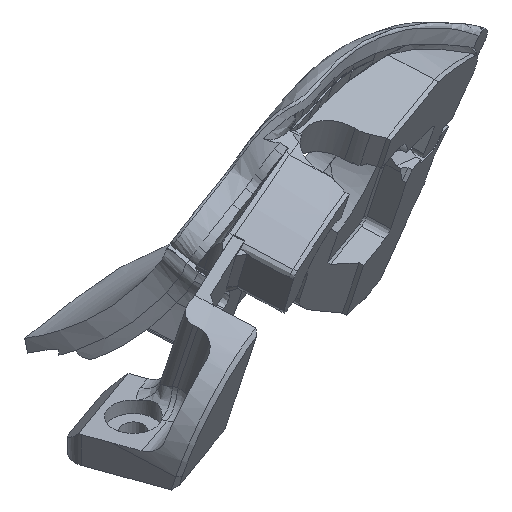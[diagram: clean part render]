
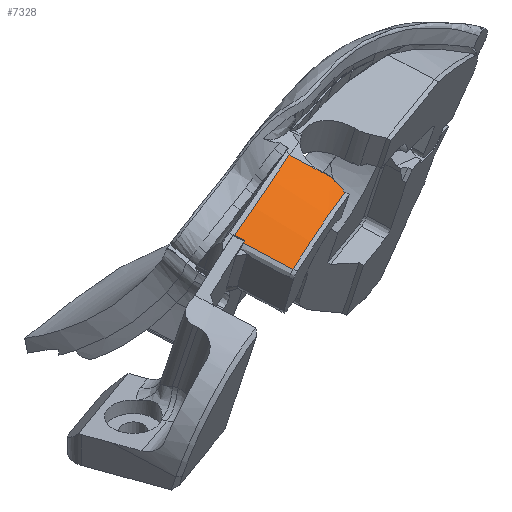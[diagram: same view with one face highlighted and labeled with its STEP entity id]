
A CAD part, isometric view. The second image highlights one B-rep face of the part: STEP entity #7328.
In plain terms, the highlighted free-form (B-spline) face has degree [3, 1] with [8, 2] control points.
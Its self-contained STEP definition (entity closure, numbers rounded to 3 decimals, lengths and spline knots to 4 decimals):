
#221=B_SPLINE_SURFACE_WITH_KNOTS('',3,1,((#42667,#42668),(#42669,#42670),
(#42671,#42672),(#42673,#42674),(#42675,#42676),(#42677,#42678),(#42679,
#42680),(#42681,#42682)),.UNSPECIFIED.,.F.,.F.,.F.,(4,2,2,4),(2,2),(-33.1108,
-32.9166,-25.6429,-18.3693),(0.,7.0214),
 .UNSPECIFIED.);
#513=B_SPLINE_CURVE_WITH_KNOTS('',3,(#21933,#21934,#21935,#21936,#21937,
#21938),.UNSPECIFIED.,.F.,.F.,(4,2,4),(19.4326,25.6429,
32.42),.UNSPECIFIED.);
#587=B_SPLINE_CURVE_WITH_KNOTS('',3,(#23897,#23898,#23899,#23900),
 .UNSPECIFIED.,.F.,.F.,(4,4),(-0.0265,0.),.UNSPECIFIED.);
#739=B_SPLINE_CURVE_WITH_KNOTS('',3,(#34827,#34828,#34829,#34830),
 .UNSPECIFIED.,.F.,.F.,(4,4),(-0.2577,-0.116),
 .UNSPECIFIED.);
#744=B_SPLINE_CURVE_WITH_KNOTS('',3,(#34873,#34874,#34875,#34876),
 .UNSPECIFIED.,.F.,.F.,(4,4),(0.,0.69),
 .UNSPECIFIED.);
#745=B_SPLINE_CURVE_WITH_KNOTS('',3,(#35118,#35119,#35120,#35121,#35122,
#35123),.UNSPECIFIED.,.F.,.F.,(4,2,4),(-32.1549,-25.6429,
-18.3693),.UNSPECIFIED.);
#845=B_SPLINE_CURVE_WITH_KNOTS('',3,(#40513,#40514,#40515,#40516),
 .UNSPECIFIED.,.F.,.F.,(4,4),(-1.3787,-1.3001),
 .UNSPECIFIED.);
#911=B_SPLINE_CURVE_WITH_KNOTS('',3,(#42683,#42684,#42685,#42686),
 .UNSPECIFIED.,.F.,.F.,(4,4),(-0.6689,-0.4926),
 .UNSPECIFIED.);
#1371=FACE_OUTER_BOUND('',#1739,.T.);
#1739=EDGE_LOOP('',(#6238,#6239,#6240,#6241,#6242,#6243,#6244,#6245));
#2113=LINE('',#42558,#2474);
#2474=VECTOR('',#8452,0.3937);
#2774=VERTEX_POINT('',#21907);
#2777=VERTEX_POINT('',#21932);
#2894=VERTEX_POINT('',#23888);
#2895=VERTEX_POINT('',#23896);
#3031=VERTEX_POINT('',#34826);
#3033=VERTEX_POINT('',#35117);
#3132=VERTEX_POINT('',#40511);
#3133=VERTEX_POINT('',#40512);
#3598=EDGE_CURVE('',#2777,#2774,#513,.T.);
#3776=EDGE_CURVE('',#2895,#2894,#587,.T.);
#4005=EDGE_CURVE('',#3031,#2895,#739,.T.);
#4013=EDGE_CURVE('',#2774,#2894,#744,.T.);
#4014=EDGE_CURVE('',#3031,#3033,#745,.T.);
#4159=EDGE_CURVE('',#3132,#3133,#845,.T.);
#4239=EDGE_CURVE('',#3132,#3033,#2113,.T.);
#4245=EDGE_CURVE('',#3133,#2777,#911,.T.);
#6238=ORIENTED_EDGE('',*,*,#3776,.T.);
#6239=ORIENTED_EDGE('',*,*,#4013,.F.);
#6240=ORIENTED_EDGE('',*,*,#3598,.F.);
#6241=ORIENTED_EDGE('',*,*,#4245,.F.);
#6242=ORIENTED_EDGE('',*,*,#4159,.F.);
#6243=ORIENTED_EDGE('',*,*,#4239,.T.);
#6244=ORIENTED_EDGE('',*,*,#4014,.F.);
#6245=ORIENTED_EDGE('',*,*,#4005,.T.);
#7328=ADVANCED_FACE('',(#1371),#221,.T.);
#8452=DIRECTION('',(-0.323,0.907,0.272));
#21907=CARTESIAN_POINT('',(-0.3303,0.3388,1.7432));
#21932=CARTESIAN_POINT('',(0.1405,0.4601,1.8977));
#21933=CARTESIAN_POINT('Ctrl Pts',(0.1405,0.4601,
1.8977));
#21934=CARTESIAN_POINT('Ctrl Pts',(0.0634,0.4365,
1.8848));
#21935=CARTESIAN_POINT('Ctrl Pts',(-0.0133,0.4147,
1.8665));
#21936=CARTESIAN_POINT('Ctrl Pts',(-0.1712,0.3736,
1.816));
#21937=CARTESIAN_POINT('Ctrl Pts',(-0.252,0.3549,
1.7825));
#21938=CARTESIAN_POINT('Ctrl Pts',(-0.3303,0.3388,
1.7432));
#23888=CARTESIAN_POINT('',(-0.418,0.5851,1.8171));
#23896=CARTESIAN_POINT('',(-0.4088,0.587,1.8217));
#23897=CARTESIAN_POINT('Ctrl Pts',(-0.4088,0.587,
1.8217));
#23898=CARTESIAN_POINT('Ctrl Pts',(-0.4118,0.5863,
1.8202));
#23899=CARTESIAN_POINT('Ctrl Pts',(-0.4149,0.5857,
1.8186));
#23900=CARTESIAN_POINT('Ctrl Pts',(-0.418,0.5851,
1.8171));
#34826=CARTESIAN_POINT('',(-0.4268,0.6376,1.8369));
#34827=CARTESIAN_POINT('Ctrl Pts',(-0.4268,0.6376,
1.8369));
#34828=CARTESIAN_POINT('Ctrl Pts',(-0.4208,0.6207,
1.8318));
#34829=CARTESIAN_POINT('Ctrl Pts',(-0.4148,0.6038,1.8267));
#34830=CARTESIAN_POINT('Ctrl Pts',(-0.4088,0.587,
1.8217));
#34873=CARTESIAN_POINT('Ctrl Pts',(-0.3303,0.3388,
1.7432));
#34874=CARTESIAN_POINT('Ctrl Pts',(-0.3595,0.4209,
1.7678));
#34875=CARTESIAN_POINT('Ctrl Pts',(-0.3888,0.503,
1.7925));
#34876=CARTESIAN_POINT('Ctrl Pts',(-0.418,0.5851,
1.8171));
#35117=CARTESIAN_POINT('',(0.0748,0.7683,1.9926));
#35118=CARTESIAN_POINT('Ctrl Pts',(-0.4268,0.6376,
1.8369));
#35119=CARTESIAN_POINT('Ctrl Pts',(-0.3503,0.6502,
1.8733));
#35120=CARTESIAN_POINT('Ctrl Pts',(-0.272,0.6665,
1.9046));
#35121=CARTESIAN_POINT('Ctrl Pts',(-0.1045,0.7105,
1.9583));
#35122=CARTESIAN_POINT('Ctrl Pts',(-0.015,0.7384,
1.9793));
#35123=CARTESIAN_POINT('Ctrl Pts',(0.0748,0.7683,
1.9926));
#40511=CARTESIAN_POINT('',(0.1473,0.5647,1.9315));
#40512=CARTESIAN_POINT('',(0.1476,0.5354,1.9223));
#40513=CARTESIAN_POINT('Ctrl Pts',(0.1473,0.5647,
1.9315));
#40514=CARTESIAN_POINT('Ctrl Pts',(0.1484,0.5549,1.9285));
#40515=CARTESIAN_POINT('Ctrl Pts',(0.1485,0.5451,
1.9254));
#40516=CARTESIAN_POINT('Ctrl Pts',(0.1476,0.5354,
1.9223));
#42558=CARTESIAN_POINT('',(0.1802,0.4723,1.9038));
#42667=CARTESIAN_POINT('Ctrl Pts',(-0.3542,0.334,
1.731));
#42668=CARTESIAN_POINT('Ctrl Pts',(-1.2464,2.84,2.4829));
#42669=CARTESIAN_POINT('Ctrl Pts',(-0.3519,0.3344,
1.7322));
#42670=CARTESIAN_POINT('Ctrl Pts',(-1.2441,2.8405,2.484));
#42671=CARTESIAN_POINT('Ctrl Pts',(-0.3497,0.3348,
1.7333));
#42672=CARTESIAN_POINT('Ctrl Pts',(-1.2419,2.8409,2.4852));
#42673=CARTESIAN_POINT('Ctrl Pts',(-0.2638,0.3521,
1.7776));
#42674=CARTESIAN_POINT('Ctrl Pts',(-1.156,2.8582,2.5294));
#42675=CARTESIAN_POINT('Ctrl Pts',(-0.1773,0.372,
1.814));
#42676=CARTESIAN_POINT('Ctrl Pts',(-1.0695,2.8781,2.5659));
#42677=CARTESIAN_POINT('Ctrl Pts',(-0.0004,0.418,
1.8706));
#42678=CARTESIAN_POINT('Ctrl Pts',(-0.8926,2.9241,
2.6224));
#42679=CARTESIAN_POINT('Ctrl Pts',(0.0898,0.444,
1.891));
#42680=CARTESIAN_POINT('Ctrl Pts',(-0.8024,2.9501,
2.6428));
#42681=CARTESIAN_POINT('Ctrl Pts',(0.1802,0.4723,
1.9038));
#42682=CARTESIAN_POINT('Ctrl Pts',(-0.712,2.9784,
2.6557));
#42683=CARTESIAN_POINT('Ctrl Pts',(0.1476,0.5354,
1.9223));
#42684=CARTESIAN_POINT('Ctrl Pts',(0.1451,0.5083,
1.9136));
#42685=CARTESIAN_POINT('Ctrl Pts',(0.1428,0.4835,1.9054));
#42686=CARTESIAN_POINT('Ctrl Pts',(0.1405,0.4601,
1.8977));
